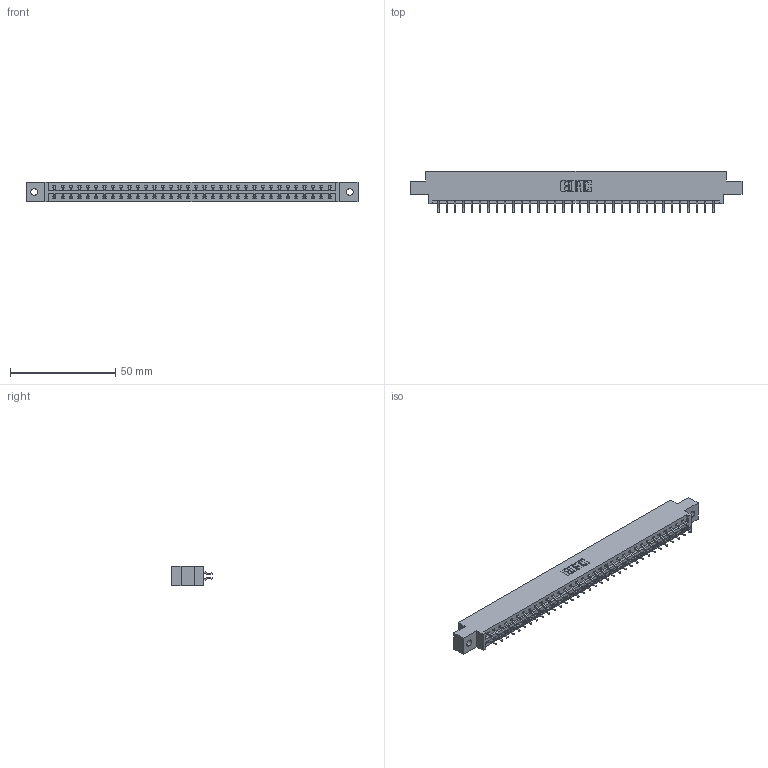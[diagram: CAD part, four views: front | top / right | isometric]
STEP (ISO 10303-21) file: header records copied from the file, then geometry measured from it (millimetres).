
FILE_DESCRIPTION (( 'STEP AP203' ), '1' );
FILE_NAME ('387-068-556-802.STEP', '2019-10-19T21:49:50', ( '' ), ( '' ), 'SwSTEP 2.0', 'SolidWorks 2016', '' );
FILE_SCHEMA (( 'CONFIG_CONTROL_DESIGN' ));
Length unit declared in the file: inch
Products named in the file (3): 345-292-001_556 Tail; 337 Part_0.170 Offset - 0.128 Dia; 387-068-556-802
Assembly tree (69 placements, depth 2):
  387-068-556-802
    337 Part_0.170 Offset - 0.128 Dia
    345-292-001_556 Tail  x68
Bounding box: 157.73 x 19.57 x 9.4 mm (x, y, z)
Volume: 16359.9 mm3; surface area: 18180.5 mm2
Topology: 69 solids, 69 shells, 4198 faces, 12495 edges, 8238 vertices
Faces by surface type: plane 2930, cylinder 1268
Entity records: 27751 total; most frequent: CARTESIAN_POINT 4698, ORIENTED_EDGE 4622, DIRECTION 3999, EDGE_CURVE 2311, VECTOR 2175, LINE 2175, VERTEX_POINT 1538, AXIS2_PLACEMENT_3D 912
